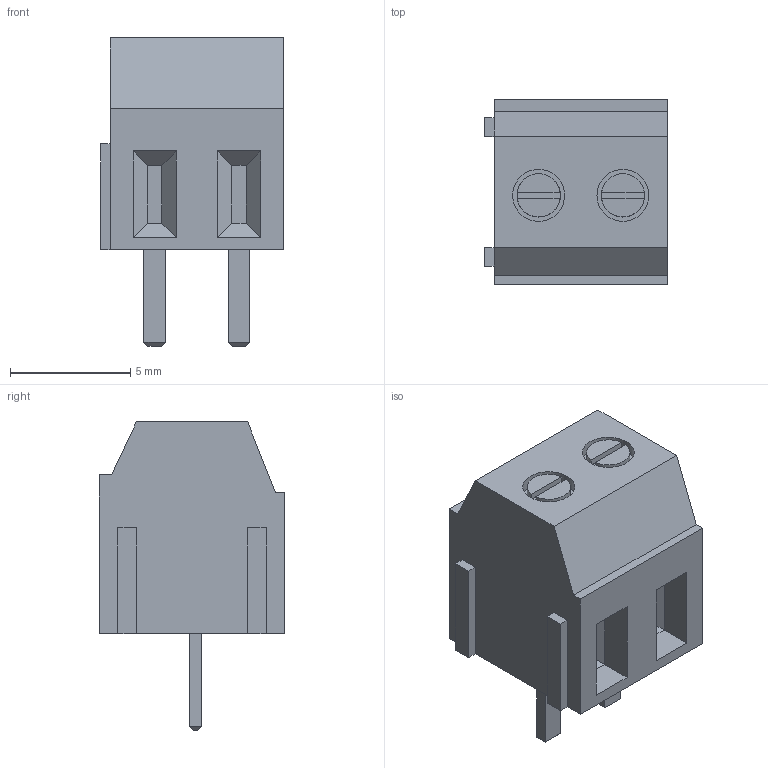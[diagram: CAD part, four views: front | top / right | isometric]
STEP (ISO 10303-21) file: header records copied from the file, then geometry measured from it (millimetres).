
FILE_DESCRIPTION(/* description */ (''),/* implementation_level */ '2;1');
FILE_NAME(/* name */ 'Connector-Wurth-Terminal-Block-2P-3.5mm-691214110002.step',/* time_stamp */ '2023-10-28T13:56:09+02:00',/* author */ (''),/* organization */ (''),/* preprocessor_version */ 'ST-DEVELOPER v20',/* originating_system */ 'Autodesk Translation Framework v12.14.0.127',/* authorisation */ '');
FILE_SCHEMA (('AUTOMOTIVE_DESIGN { 1 0 10303 214 3 1 1 }'));
Length unit declared in the file: millimetre
Products named in the file (3): Connector-Wurth-Terminal-Block-2P-3.5mm-691214110002; Body; Leads
Assembly tree (2 placements, depth 2):
  Connector-Wurth-Terminal-Block-2P-3.5mm-691214110002
    Body
    Leads
Bounding box: 7.6 x 7.7 x 12.8 mm (x, y, z)
Volume: 436.1 mm3; surface area: 508.3 mm2
Topology: 3 solids, 3 shells, 80 faces, 180 edges, 112 vertices
Faces by surface type: plane 76, cylinder 4
Full cylindrical faces by diameter (mm): 1.8 x2, 2.16 x2
Entity records: 2275 total; most frequent: CARTESIAN_POINT 378, DIRECTION 368, ORIENTED_EDGE 360, EDGE_CURVE 180, LINE 164, VECTOR 164, VERTEX_POINT 112, AXIS2_PLACEMENT_3D 102
